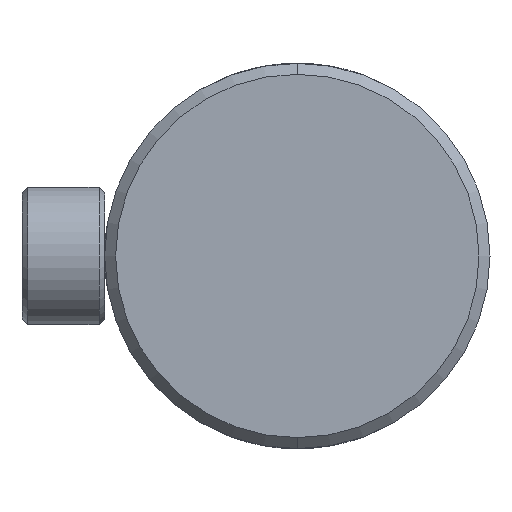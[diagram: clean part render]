
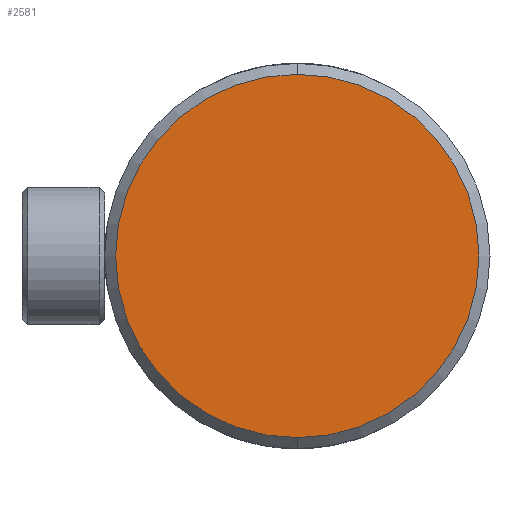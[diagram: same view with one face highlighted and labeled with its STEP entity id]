
A CAD part, left-side view. The second image highlights one B-rep face of the part: STEP entity #2581.
In plain terms, the highlighted planar face has unit normal (-1, 0, 0).
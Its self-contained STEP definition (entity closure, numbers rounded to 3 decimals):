
#24 = CARTESIAN_POINT ( 'NONE',  ( -47., 0., 33. ) ) ;
#91 = CARTESIAN_POINT ( 'NONE',  ( -47., 0., 0. ) ) ;
#708 = VERTEX_POINT ( 'NONE', #24 ) ;
#944 = CIRCLE ( 'NONE', #1329, 33. ) ;
#1307 = ORIENTED_EDGE ( 'NONE', *, *, #1942, .T. ) ;
#1329 = AXIS2_PLACEMENT_3D ( 'NONE', #1501, #3719, #1828 ) ;
#1437 = PLANE ( 'NONE',  #2105 ) ;
#1501 = CARTESIAN_POINT ( 'NONE',  ( -47., 0., 0. ) ) ;
#1658 = EDGE_LOOP ( 'NONE', ( #1307, #3966 ) ) ;
#1662 = VERTEX_POINT ( 'NONE', #2554 ) ;
#1828 = DIRECTION ( 'NONE',  ( 0., 0., 1. ) ) ;
#1942 = EDGE_CURVE ( 'NONE', #1662, #708, #3761, .T. ) ;
#2105 = AXIS2_PLACEMENT_3D ( 'NONE', #4116, #2857, #2627 ) ;
#2355 = DIRECTION ( 'NONE',  ( 0., 0., 1. ) ) ;
#2554 = CARTESIAN_POINT ( 'NONE',  ( -47., 0., -33. ) ) ;
#2567 = AXIS2_PLACEMENT_3D ( 'NONE', #91, #3265, #2355 ) ;
#2581 = ADVANCED_FACE ( 'NONE', ( #3290 ), #1437, .F. ) ;
#2627 = DIRECTION ( 'NONE',  ( 0., 0., -1. ) ) ;
#2857 = DIRECTION ( 'NONE',  ( 1., 0., 0. ) ) ;
#3265 = DIRECTION ( 'NONE',  ( -1., 0., 0. ) ) ;
#3290 = FACE_OUTER_BOUND ( 'NONE', #1658, .T. ) ;
#3719 = DIRECTION ( 'NONE',  ( -1., 0., 0. ) ) ;
#3721 = EDGE_CURVE ( 'NONE', #708, #1662, #944, .T. ) ;
#3761 = CIRCLE ( 'NONE', #2567, 33. ) ;
#3966 = ORIENTED_EDGE ( 'NONE', *, *, #3721, .T. ) ;
#4116 = CARTESIAN_POINT ( 'NONE',  ( -47., 0., 0. ) ) ;
